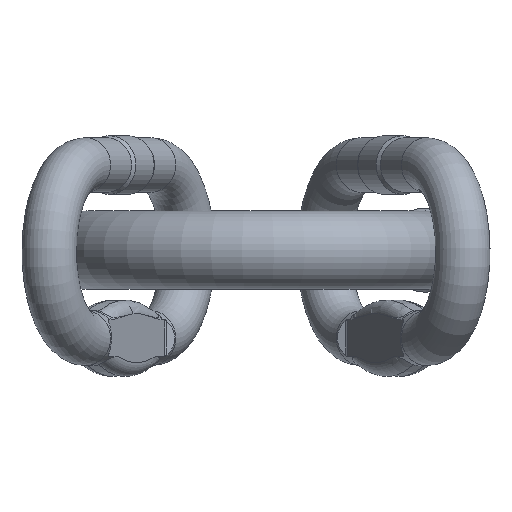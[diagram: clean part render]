
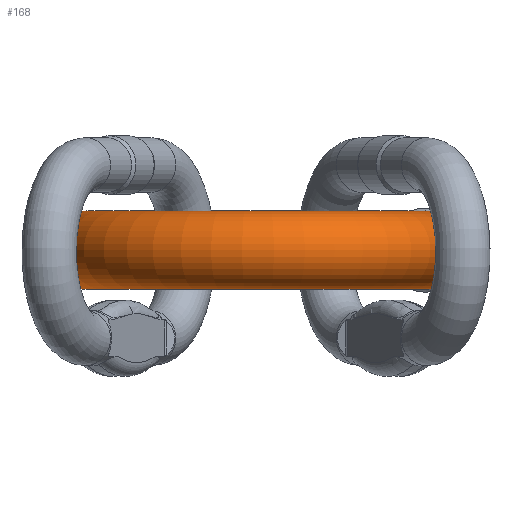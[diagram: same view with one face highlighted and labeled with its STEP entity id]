
A CAD part, front view. The second image highlights one B-rep face of the part: STEP entity #168.
In plain terms, the highlighted toroidal (fillet/blend) face has major radius 71.5 mm and minor radius 16.5 mm.
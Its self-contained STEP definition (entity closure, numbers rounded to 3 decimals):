
#104=TOROIDAL_SURFACE('',#1843,71.5,16.5);
#122=FACE_BOUND('',#418,.T.);
#123=FACE_BOUND('',#419,.T.);
#168=ADVANCED_FACE('',(#122,#123),#104,.T.);
#418=EDGE_LOOP('',(#780));
#419=EDGE_LOOP('',(#781,#782,#783,#784,#785,#786));
#555=CIRCLE('',#1838,16.5);
#556=CIRCLE('',#1841,16.5);
#557=CIRCLE('',#1842,16.5);
#666=B_SPLINE_CURVE_WITH_KNOTS('',3,(#2599,#2600,#2601,#2602),.UNSPECIFIED.,
.F.,.F.,(4,4),(0.,1.),.UNSPECIFIED.);
#667=B_SPLINE_CURVE_WITH_KNOTS('',3,(#2605,#2606,#2607,#2608),.UNSPECIFIED.,
.F.,.F.,(4,4),(0.,1.),.UNSPECIFIED.);
#668=B_SPLINE_CURVE_WITH_KNOTS('',3,(#2609,#2610,#2611,#2612),.UNSPECIFIED.,
.F.,.F.,(4,4),(0.,1.),.UNSPECIFIED.);
#669=B_SPLINE_CURVE_WITH_KNOTS('',3,(#2614,#2615,#2616,#2617),.UNSPECIFIED.,
.F.,.F.,(4,4),(0.,1.),.UNSPECIFIED.);
#780=ORIENTED_EDGE('',*,*,#1478,.F.);
#781=ORIENTED_EDGE('',*,*,#1479,.T.);
#782=ORIENTED_EDGE('',*,*,#1480,.T.);
#783=ORIENTED_EDGE('',*,*,#1475,.T.);
#784=ORIENTED_EDGE('',*,*,#1481,.T.);
#785=ORIENTED_EDGE('',*,*,#1482,.T.);
#786=ORIENTED_EDGE('',*,*,#1483,.T.);
#1301=VERTEX_POINT('',#2578);
#1302=VERTEX_POINT('',#2580);
#1304=VERTEX_POINT('',#2598);
#1305=VERTEX_POINT('',#2603);
#1306=VERTEX_POINT('',#2604);
#1307=VERTEX_POINT('',#2613);
#1308=VERTEX_POINT('',#2618);
#1475=EDGE_CURVE('',#1302,#1301,#555,.T.);
#1478=EDGE_CURVE('',#1304,#1304,#556,.T.);
#1479=EDGE_CURVE('',#1305,#1306,#666,.T.);
#1480=EDGE_CURVE('',#1306,#1302,#667,.T.);
#1481=EDGE_CURVE('',#1301,#1307,#668,.T.);
#1482=EDGE_CURVE('',#1307,#1308,#669,.T.);
#1483=EDGE_CURVE('',#1308,#1305,#557,.T.);
#1838=AXIS2_PLACEMENT_3D('',#2579,#2036,#2037);
#1841=AXIS2_PLACEMENT_3D('',#2597,#2042,#2043);
#1842=AXIS2_PLACEMENT_3D('',#2619,#2044,#2045);
#1843=AXIS2_PLACEMENT_3D('',#2620,#2046,#2047);
#2036=DIRECTION('',(0.,-1.,0.));
#2037=DIRECTION('',(1.,0.,0.));
#2042=DIRECTION('',(0.,1.,0.));
#2043=DIRECTION('',(-1.,0.,0.));
#2044=DIRECTION('',(0.,-1.,0.));
#2045=DIRECTION('',(1.,0.,0.));
#2046=DIRECTION('',(0.,0.,1.));
#2047=DIRECTION('',(1.,0.,0.));
#2578=CARTESIAN_POINT('',(-74.998,-45.,-16.125));
#2579=CARTESIAN_POINT('',(-71.5,-45.,0.));
#2580=CARTESIAN_POINT('',(-74.998,-45.,16.125));
#2597=CARTESIAN_POINT('',(71.5,-45.,0.));
#2598=CARTESIAN_POINT('',(55.,-45.,0.));
#2599=CARTESIAN_POINT('',(-68.002,-45.,16.125));
#2600=CARTESIAN_POINT('',(-69.142,-45.247,16.372));
#2601=CARTESIAN_POINT('',(-70.307,-45.375,16.5));
#2602=CARTESIAN_POINT('',(-71.499,-45.375,16.5));
#2603=CARTESIAN_POINT('',(-68.002,-45.,16.125));
#2604=CARTESIAN_POINT('',(-71.499,-45.375,16.5));
#2605=CARTESIAN_POINT('',(-71.499,-45.375,16.5));
#2606=CARTESIAN_POINT('',(-72.692,-45.375,16.5));
#2607=CARTESIAN_POINT('',(-73.858,-45.247,16.372));
#2608=CARTESIAN_POINT('',(-74.998,-45.,16.125));
#2609=CARTESIAN_POINT('',(-74.998,-45.,-16.125));
#2610=CARTESIAN_POINT('',(-73.858,-45.247,-16.372));
#2611=CARTESIAN_POINT('',(-72.692,-45.375,-16.5));
#2612=CARTESIAN_POINT('',(-71.499,-45.375,-16.5));
#2613=CARTESIAN_POINT('',(-71.499,-45.375,-16.5));
#2614=CARTESIAN_POINT('',(-71.499,-45.375,-16.5));
#2615=CARTESIAN_POINT('',(-70.307,-45.375,-16.5));
#2616=CARTESIAN_POINT('',(-69.142,-45.247,-16.372));
#2617=CARTESIAN_POINT('',(-68.002,-45.,-16.125));
#2618=CARTESIAN_POINT('',(-68.002,-45.,-16.125));
#2619=CARTESIAN_POINT('',(-71.5,-45.,0.));
#2620=CARTESIAN_POINT('',(0.,-45.,0.));
